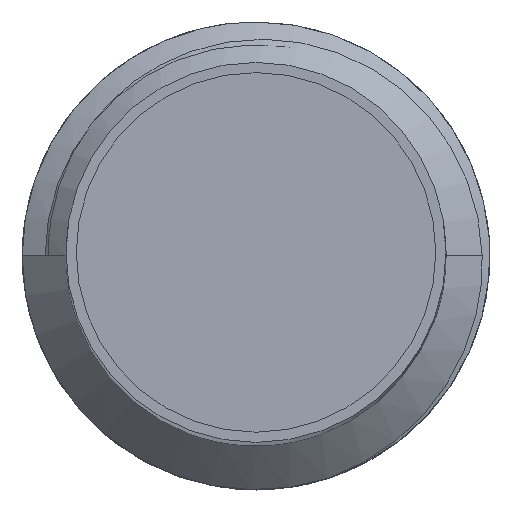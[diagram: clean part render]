
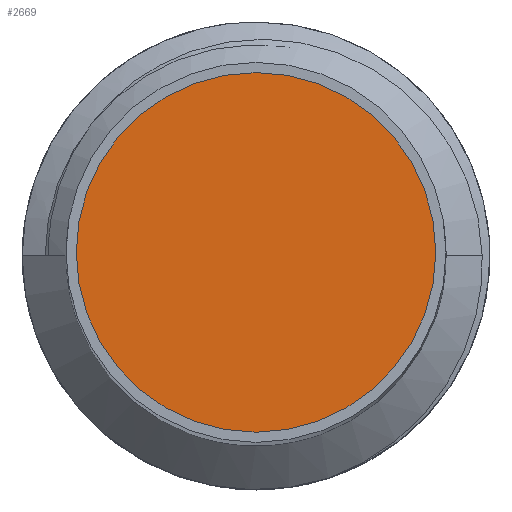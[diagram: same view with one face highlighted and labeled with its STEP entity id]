
A CAD part, top view. The second image highlights one B-rep face of the part: STEP entity #2669.
In plain terms, the highlighted planar face has unit normal (0, 0, 1).
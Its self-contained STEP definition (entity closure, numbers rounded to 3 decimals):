
#2542=CARTESIAN_POINT('',(0.,0.,0.));
#2543=DIRECTION('',(0.,0.,1.));
#2544=DIRECTION('',(0.,-1.,0.));
#2545=AXIS2_PLACEMENT_3D('',#2542,#2543,#2544);
#2555=CARTESIAN_POINT('',(0.,0.,0.));
#2556=DIRECTION('',(0.,0.,-1.));
#2557=DIRECTION('',(0.,-1.,0.));
#2558=AXIS2_PLACEMENT_3D('',#2555,#2556,#2557);
#2574=CARTESIAN_POINT('',(0.,-3.075,0.));
#2575=CARTESIAN_POINT('',(0.,3.075,0.));
#2576=VERTEX_POINT('',#2574);
#2577=VERTEX_POINT('',#2575);
#2660=CARTESIAN_POINT('',(0.,0.,0.));
#2661=DIRECTION('',(0.,0.,-1.));
#2662=DIRECTION('',(0.,-1.,0.));
#2663=AXIS2_PLACEMENT_3D('',#2660,#2661,#2662);
#2664=PLANE('',#2663);
#2665=ORIENTED_EDGE('',*,*,#2642,.F.);
#2666=ORIENTED_EDGE('',*,*,#2655,.T.);
#2667=EDGE_LOOP('',(#2665,#2666));
#2668=FACE_OUTER_BOUND('',#2667,.F.);
#2669=ADVANCED_FACE('',(#2668),#2664,.F.);
#2546=CIRCLE('',#2545,3.075);
#2559=CIRCLE('',#2558,3.075);
#2642=EDGE_CURVE('',#2576,#2577,#2546,.T.);
#2655=EDGE_CURVE('',#2576,#2577,#2559,.T.);
